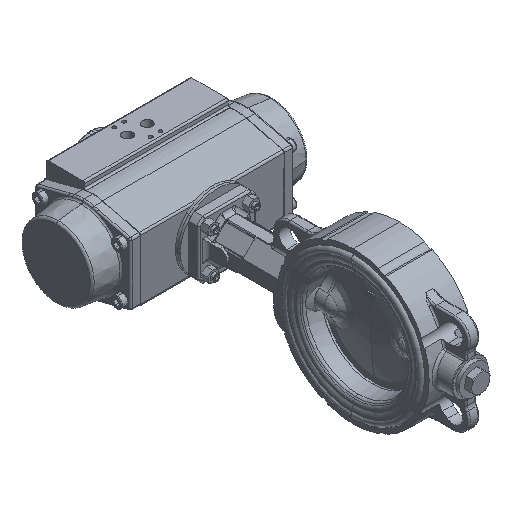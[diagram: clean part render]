
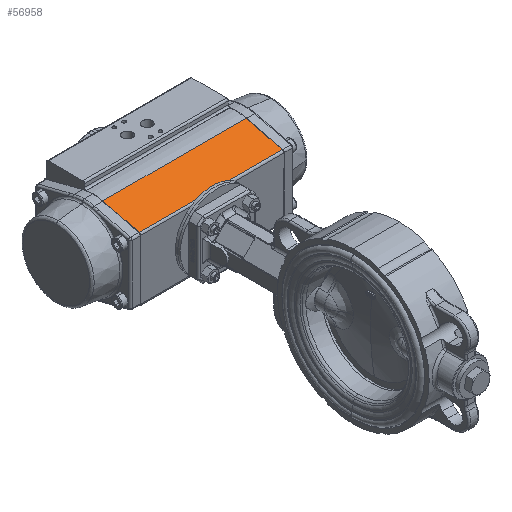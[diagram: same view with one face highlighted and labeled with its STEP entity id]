
A CAD part, isometric view. The second image highlights one B-rep face of the part: STEP entity #56958.
In plain terms, the highlighted planar face has unit normal (0, 0.243, -0.97).
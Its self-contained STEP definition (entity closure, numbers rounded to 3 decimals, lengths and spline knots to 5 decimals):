
#62 = CARTESIAN_POINT ( 'NONE',  ( -0.1487, 0.12282, 0.382 ) ) ;
#564 = VERTEX_POINT ( 'NONE', #65024 ) ;
#2969 = EDGE_CURVE ( 'NONE', #7154, #56040, #35323, .T. ) ;
#3079 = DIRECTION ( 'NONE',  ( 1., 0., 0. ) ) ;
#3085 = LINE ( 'NONE', #24700, #55191 ) ;
#7154 = VERTEX_POINT ( 'NONE', #66516 ) ;
#7546 = ORIENTED_EDGE ( 'NONE', *, *, #59141, .T. ) ;
#7941 = ORIENTED_EDGE ( 'NONE', *, *, #2969, .T. ) ;
#8794 = PLANE ( 'NONE',  #51497 ) ;
#10001 = VERTEX_POINT ( 'NONE', #46323 ) ;
#11753 = DIRECTION ( 'NONE',  ( 0., 0.97, 0.243 ) ) ;
#12180 = DIRECTION ( 'NONE',  ( -1., 0., 0. ) ) ;
#12270 = EDGE_CURVE ( 'NONE', #10001, #564, #55029, .T. ) ;
#15946 = EDGE_CURVE ( 'NONE', #56040, #10001, #3085, .T. ) ;
#16508 = ORIENTED_EDGE ( 'NONE', *, *, #12270, .T. ) ;
#16623 = VECTOR ( 'NONE', #12180, 1. ) ;
#23678 = DIRECTION ( 'NONE',  ( 0., -0.97, -0.243 ) ) ;
#24700 = CARTESIAN_POINT ( 'NONE',  ( 0.0253, 0.12282, 0.382 ) ) ;
#24732 = FACE_OUTER_BOUND ( 'NONE', #37337, .T. ) ;
#28050 = LINE ( 'NONE', #62, #43873 ) ;
#35323 = LINE ( 'NONE', #56904, #36630 ) ;
#36630 = VECTOR ( 'NONE', #3079, 1. ) ;
#37337 = EDGE_LOOP ( 'NONE', ( #16508, #7546, #7941, #51988 ) ) ;
#40990 = DIRECTION ( 'NONE',  ( 0., -0.97, -0.243 ) ) ;
#43873 = VECTOR ( 'NONE', #11753, 1. ) ;
#45456 = CARTESIAN_POINT ( 'NONE',  ( -0.1487, 0.12471, 0.38247 ) ) ;
#46323 = CARTESIAN_POINT ( 'NONE',  ( 0.0253, 0.12471, 0.38247 ) ) ;
#50608 = DIRECTION ( 'NONE',  ( 0., 0.243, -0.97 ) ) ;
#51497 = AXIS2_PLACEMENT_3D ( 'NONE', #56251, #50608, #23678 ) ;
#51988 = ORIENTED_EDGE ( 'NONE', *, *, #15946, .T. ) ;
#52440 = CARTESIAN_POINT ( 'NONE',  ( 0.0253, 0.16869, 0.39348 ) ) ;
#55029 = LINE ( 'NONE', #45456, #16623 ) ;
#55191 = VECTOR ( 'NONE', #40990, 1. ) ;
#56040 = VERTEX_POINT ( 'NONE', #52440 ) ;
#56251 = CARTESIAN_POINT ( 'NONE',  ( -0.1487, 0.12282, 0.382 ) ) ;
#56904 = CARTESIAN_POINT ( 'NONE',  ( -0.1487, 0.16869, 0.39348 ) ) ;
#56958 = ADVANCED_FACE ( 'NONE', ( #24732 ), #8794, .T. ) ;
#59141 = EDGE_CURVE ( 'NONE', #564, #7154, #28050, .T. ) ;
#65024 = CARTESIAN_POINT ( 'NONE',  ( -0.1487, 0.12471, 0.38247 ) ) ;
#66516 = CARTESIAN_POINT ( 'NONE',  ( -0.1487, 0.16869, 0.39348 ) ) ;
